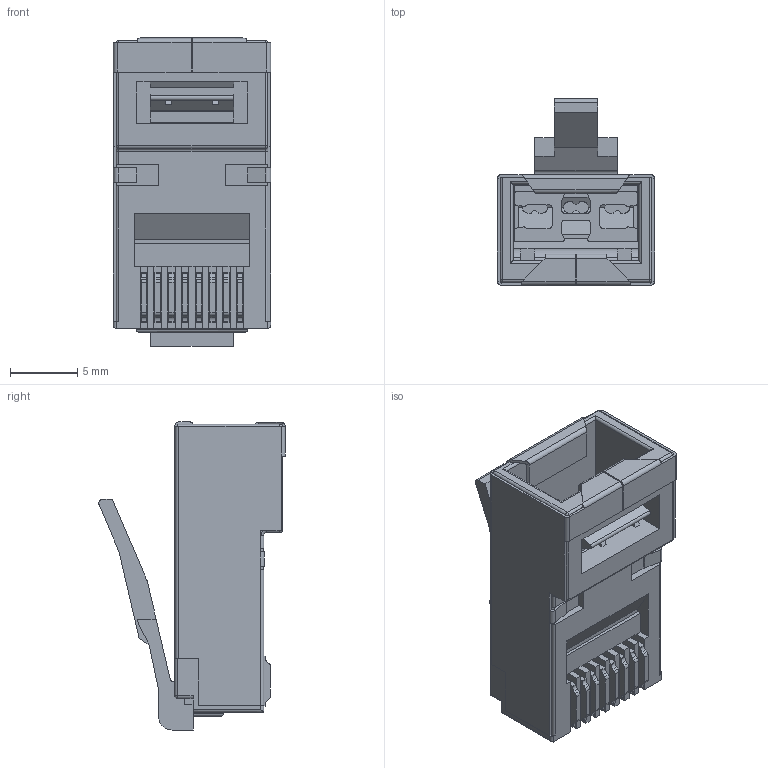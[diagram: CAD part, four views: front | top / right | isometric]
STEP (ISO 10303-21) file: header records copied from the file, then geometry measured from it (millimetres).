
FILE_DESCRIPTION (( 'STEP AP214' ), '1' );
FILE_NAME ('TSP8028C6A_3D.STEP', '2020-05-19T18:37:18', ( '' ), ( '' ), 'SwSTEP 2.0', 'SolidWorks 2018', '' );
FILE_SCHEMA (( 'AUTOMOTIVE_DESIGN' ));
Length unit declared in the file: millimetre
Products named in the file (7): 1AD03-052-MA2___; TSP8028C6A_3D; 1AD03-052-MA4___; 1AD03-052-MA3___; 1AD01-026-MA4___; 1AD01-026-MA3___; 1AD03-052-MA1___
Assembly tree (12 placements, depth 2):
  TSP8028C6A_3D
    1AD03-052-MA1___
    1AD01-026-MA3___  x2
    1AD01-026-MA4___  x6
    1AD03-052-MA2___
    1AD03-052-MA4___
    1AD03-052-MA3___
Bounding box: 11.68 x 13.84 x 22.87 mm (x, y, z)
Volume: 1131.4 mm3; surface area: 3904.5 mm2
Topology: 20 solids, 20 shells, 883 faces, 2388 edges, 1518 vertices
Faces by surface type: plane 690, cylinder 185, sphere 6, torus 2
Entity records: 19184 total; most frequent: CARTESIAN_POINT 3505, ORIENTED_EDGE 3288, DIRECTION 3024, EDGE_CURVE 1644, LINE 1334, VECTOR 1334, VERTEX_POINT 1050, AXIS2_PLACEMENT_3D 845
